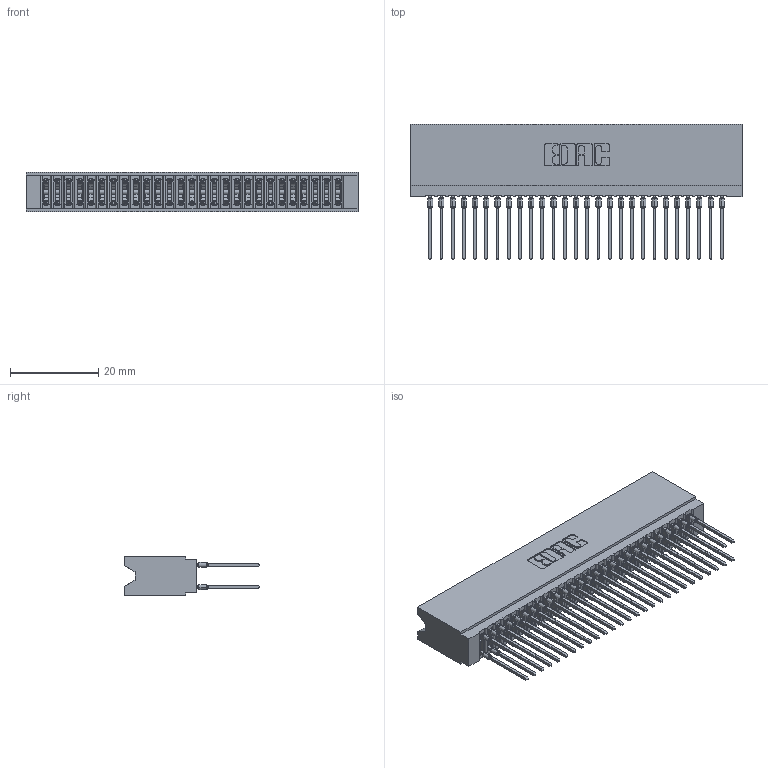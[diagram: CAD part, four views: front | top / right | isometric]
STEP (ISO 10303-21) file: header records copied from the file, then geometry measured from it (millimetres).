
FILE_DESCRIPTION (( 'STEP AP203' ), '1' );
FILE_NAME ('745-054-545-206.STEP', '2020-09-12T06:57:26', ( '' ), ( '' ), 'SwSTEP 2.0', 'SolidWorks 2020', '' );
FILE_SCHEMA (( 'CONFIG_CONTROL_DESIGN' ));
Length unit declared in the file: inch
Products named in the file (3): 745-054-545-206; 745 Part_Insulator Option - 06; 745-292-001_545
Assembly tree (55 placements, depth 2):
  745-054-545-206
    745 Part_Insulator Option - 06
    745-292-001_545  x54
Bounding box: 75.18 x 30.62 x 8.89 mm (x, y, z)
Volume: 7028.8 mm3; surface area: 14792.2 mm2
Topology: 55 solids, 55 shells, 4929 faces, 13247 edges, 8326 vertices
Faces by surface type: plane 2540, bspline 1080, cylinder 985, torus 324
Entity records: 47529 total; most frequent: CARTESIAN_POINT 8750, ORIENTED_EDGE 8156, DIRECTION 7138, EDGE_CURVE 4078, LINE 3734, VECTOR 3734, VERTEX_POINT 2602, AXIS2_PLACEMENT_3D 1702
